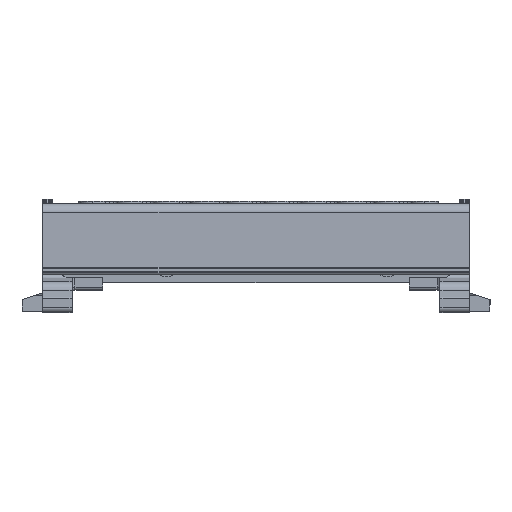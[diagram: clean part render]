
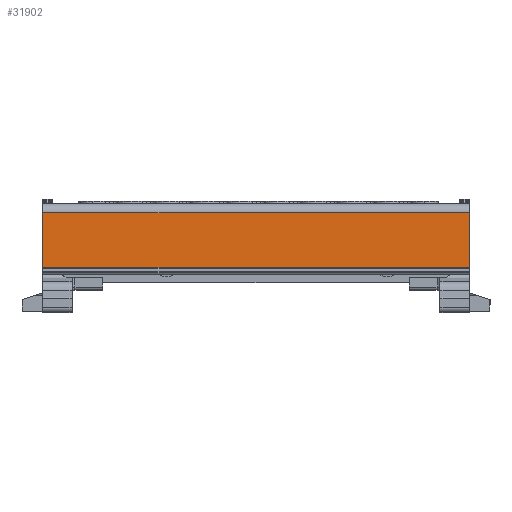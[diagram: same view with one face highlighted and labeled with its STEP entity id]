
A CAD part, top view. The second image highlights one B-rep face of the part: STEP entity #31902.
In plain terms, the highlighted planar face has unit normal (0, 0.018, 1).
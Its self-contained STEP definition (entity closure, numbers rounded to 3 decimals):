
#1075 = LINE ( 'NONE', #1076, #14527 ) ;
#1076 = CARTESIAN_POINT ( 'NONE',  ( 12.647, 51.376, 47.421 ) ) ;
#1078 = DIRECTION ( 'NONE',  ( 1., 0., 0. ) ) ;
#6561 = EDGE_CURVE ( 'NONE', #17324, #17319, #15287, .T. ) ;
#6564 = EDGE_CURVE ( 'NONE', #17323, #17324, #15267, .T. ) ;
#6565 = EDGE_CURVE ( 'NONE', #17323, #17335, #15315, .T. ) ;
#6625 = EDGE_CURVE ( 'NONE', #17319, #17335, #1075, .T. ) ;
#11037 = ORIENTED_EDGE ( 'NONE', *, *, #6564, .T. ) ;
#11049 = ORIENTED_EDGE ( 'NONE', *, *, #6561, .T. ) ;
#11078 = ORIENTED_EDGE ( 'NONE', *, *, #6625, .T. ) ;
#11120 = ORIENTED_EDGE ( 'NONE', *, *, #6565, .F. ) ;
#14430 = VECTOR ( 'NONE', #15305, 1000. ) ;
#14456 = VECTOR ( 'NONE', #15263, 1000. ) ;
#14463 = VECTOR ( 'NONE', #15314, 1000. ) ;
#14527 = VECTOR ( 'NONE', #1078, 1000. ) ;
#15263 = DIRECTION ( 'NONE',  ( 0., -1., 0.017 ) ) ;
#15267 = LINE ( 'NONE', #15319, #14463 ) ;
#15282 = CARTESIAN_POINT ( 'NONE',  ( -99.848, 71.265, 47.074 ) ) ;
#15287 = LINE ( 'NONE', #15282, #14456 ) ;
#15305 = DIRECTION ( 'NONE',  ( 0., -1., 0.017 ) ) ;
#15314 = DIRECTION ( 'NONE',  ( -1., 0., 0. ) ) ;
#15315 = LINE ( 'NONE', #15333, #14430 ) ;
#15319 = CARTESIAN_POINT ( 'NONE',  ( 12.647, 71.265, 47.074 ) ) ;
#15333 = CARTESIAN_POINT ( 'NONE',  ( 44.992, 71.265, 47.074 ) ) ;
#15945 = EDGE_LOOP ( 'NONE', ( #11037, #11049, #11078, #11120 ) ) ;
#17319 = VERTEX_POINT ( 'NONE', #25927 ) ;
#17323 = VERTEX_POINT ( 'NONE', #25931 ) ;
#17324 = VERTEX_POINT ( 'NONE', #25934 ) ;
#17335 = VERTEX_POINT ( 'NONE', #25915 ) ;
#21476 = AXIS2_PLACEMENT_3D ( 'NONE', #29461, #29371, #29407 ) ;
#25915 = CARTESIAN_POINT ( 'NONE',  ( 44.992, 51.376, 47.421 ) ) ;
#25927 = CARTESIAN_POINT ( 'NONE',  ( -99.848, 51.376, 47.421 ) ) ;
#25931 = CARTESIAN_POINT ( 'NONE',  ( 44.992, 71.265, 47.074 ) ) ;
#25934 = CARTESIAN_POINT ( 'NONE',  ( -99.848, 71.265, 47.074 ) ) ;
#29344 = PLANE ( 'NONE',  #21476 ) ;
#29371 = DIRECTION ( 'NONE',  ( 0., 0.017, 1. ) ) ;
#29407 = DIRECTION ( 'NONE',  ( 0., -1., 0.017 ) ) ;
#29441 = FACE_OUTER_BOUND ( 'NONE', #15945, .T. ) ;
#29461 = CARTESIAN_POINT ( 'NONE',  ( 12.647, 62.902, 47.22 ) ) ;
#31902 = ADVANCED_FACE ( 'NONE', ( #29441 ), #29344, .T. ) ;
